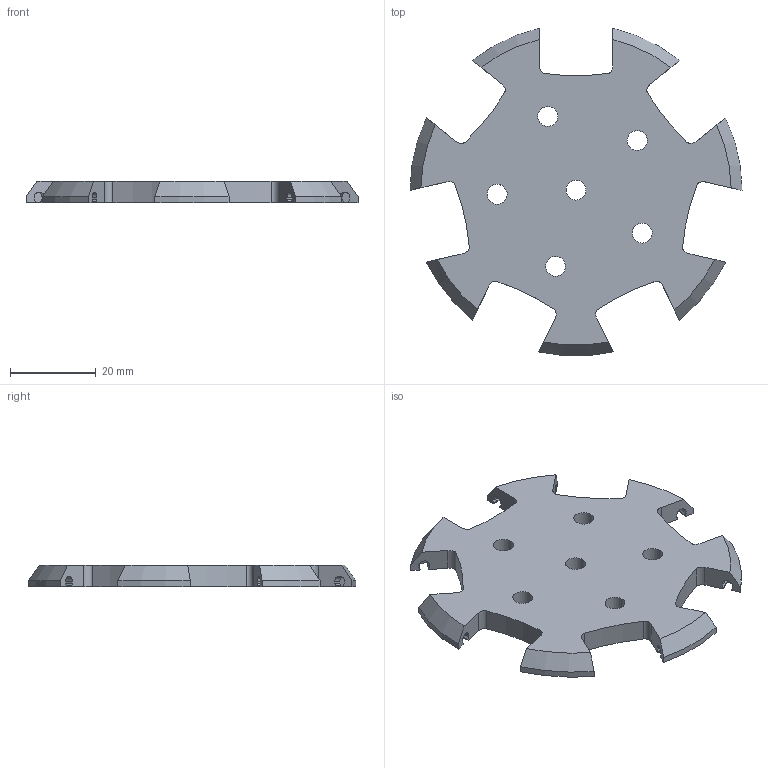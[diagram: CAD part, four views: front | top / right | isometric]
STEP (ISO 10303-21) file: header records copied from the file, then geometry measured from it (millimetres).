
FILE_DESCRIPTION(/* description */ (''),/* implementation_level */ '2;1');
FILE_NAME(/* name */ 'Back-Core (updated tolerances).step',/* time_stamp */ '2024-06-27T20:42:22-05:00',/* author */ (''),/* organization */ (''),/* preprocessor_version */ 'ST-DEVELOPER v20',/* originating_system */ 'Autodesk Translation Framework v13.14.0.145',/* authorisation */ '');
FILE_SCHEMA (('AUTOMOTIVE_DESIGN { 1 0 10303 214 3 1 1 }'));
Length unit declared in the file: inch
Products named in the file (1): 3.25" Omni [4" Roller V4]_Back-Core(Mirror) (updated tolerances) v8
Bounding box: 77.47 x 76.4 x 5.08 mm (x, y, z)
Volume: 15691.3 mm3; surface area: 8737.5 mm2
Topology: 1 solids, 1 shells, 197 faces, 585 edges, 390 vertices
Faces by surface type: cylinder 90, plane 86, bspline 14, cone 7
Full cylindrical faces by diameter (mm): 4.648 x6
Entity records: 7076 total; most frequent: CARTESIAN_POINT 1719, ORIENTED_EDGE 1170, DIRECTION 1098, EDGE_CURVE 585, VERTEX_POINT 390, AXIS2_PLACEMENT_3D 371, LINE 356, VECTOR 356
